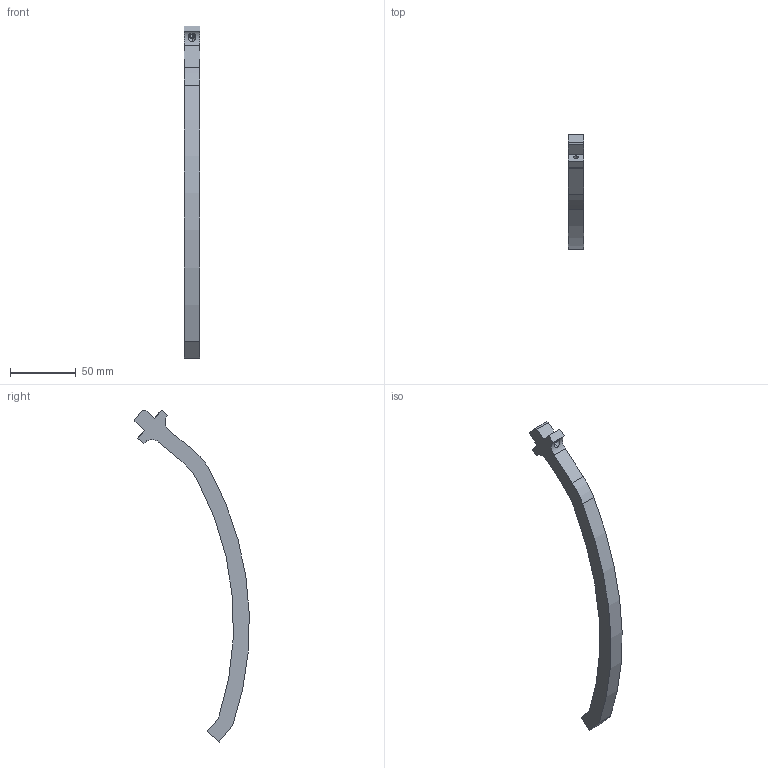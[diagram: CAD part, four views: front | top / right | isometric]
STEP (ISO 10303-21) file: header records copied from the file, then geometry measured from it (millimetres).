
FILE_DESCRIPTION (( 'STEP AP203' ), '1' );
FILE_NAME ('10_pole_50°_v2.step', '2020-05-23T22:34:16', ( '' ), ( '' ), 'SwSTEP 2.0', 'SolidWorks 2019', '' );
FILE_SCHEMA (( 'CONFIG_CONTROL_DESIGN' ));
Length unit declared in the file: millimetre
Products named in the file (1): 10_pole_50起v2
Bounding box: 12 x 87.06 x 252.27 mm (x, y, z)
Volume: 41058.9 mm3; surface area: 14218 mm2
Topology: 1 solids, 1 shells, 34 faces, 93 edges, 62 vertices
Faces by surface type: plane 20, cylinder 14
Entity records: 1236 total; most frequent: CARTESIAN_POINT 268, ORIENTED_EDGE 186, DIRECTION 185, EDGE_CURVE 93, AXIS2_PLACEMENT_3D 63, VERTEX_POINT 62, VECTOR 59, LINE 59
